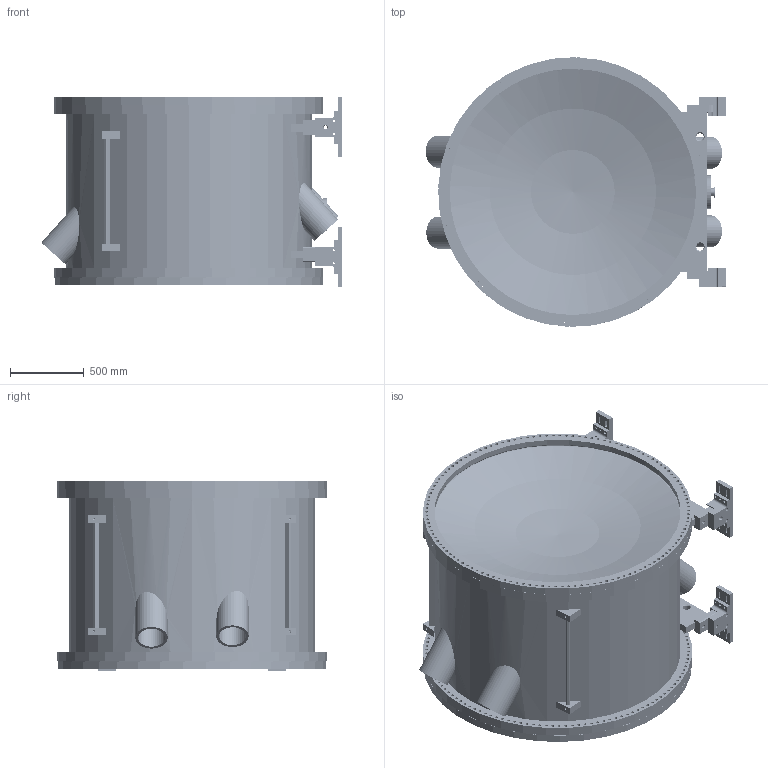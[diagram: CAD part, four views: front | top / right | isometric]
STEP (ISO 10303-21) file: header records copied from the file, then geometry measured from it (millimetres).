
FILE_DESCRIPTION( ( 'Unknown' ), '1' );
FILE_NAME( 'detector.stp', 'Unknown', ( 'Unknown' ), ( 'Unknown' ), 'PSStep 15.0.49', 'Unknown', ' ' );
FILE_SCHEMA( ( 'AUTOMOTIVE_DESIGN { 1 0 10303 214 1 1 1 1 }' ) );
Length unit declared in the file: millimetre
Products named in the file (53): mirrors1and4_real; mirror6; CF_backing1and4_mirr6-oa0; CF_clamp_front-oa1; CF_clamp_rear-oa2; thread_rod-oa3; thread_rod-oa4; thread_rod-oa5; thread_rod-oa6; mirrors2and3_real; CF_clamp_front-oa8; CF_clamp_rear-oa9; thread_rod-oa10; thread_rod-oa11; thread_rod-oa12; thread_rod-oa13; gas_port; gas_port_flange; gas_port_plate; KF50; mirror_assembly_real-oa16; tilted_frame-oa14; tilted_frame-oa15; forward_mount_assembly; base_plate; shim; cradle_block_fwd; jacking_block_fwd; aft_mount_assembly; jacking_block_aft; cradle_block_aft; quartz_window_long; pmt; quartz_adapter; quartz_window; quartz_holder; quartz_window_sleeve_long; quartz_window_sleeve; support_plane; support_ring ...
Assembly tree (82 placements, depth 4):
  Assem1
    vessel_bored
    craddle_bracket  x2
    foot_aft  x2
    foot_fwd  x2
    support_strut  x8
    window  x2
    window_clamp  x2
    mirror_assembly_real-oa16
      tilted_frame-oa14
      tilted_frame-oa15
      mirrors1and4_real  x2
        mirror6
        CF_backing1and4_mirr6-oa0
        CF_clamp_front-oa1
        CF_clamp_rear-oa2
        thread_rod-oa3
        thread_rod-oa4
        thread_rod-oa5
        thread_rod-oa6
      mirrors2and3_real  x2
        mirror6
        CF_clamp_front-oa8
        CF_clamp_rear-oa9
        thread_rod-oa10
        thread_rod-oa11
        thread_rod-oa12
        thread_rod-oa13
    quartz_window  x2
      pmt
      quartz_adapter
      quartz_window
      quartz_holder
      quartz_window_sleeve
    gas_port
      gas_port_flange
      gas_port_plate
      KF50
    crane_assm  x2
      crane_tab_link
      crane_tab
    support_plane
      support_ring
      support_disk  x2
    forward_mount_assembly  x2
      base_plate
      shim
      cradle_block_fwd
      jacking_block_fwd
    aft_mount_assembly  x2
      base_plate
      shim
      jacking_block_aft
      cradle_block_aft
    quartz_window_long  x2
      pmt
      quartz_adapter
      quartz_window
      quartz_holder
      quartz_window_sleeve_long
Bounding box: 2041.51 x 1828.8 x 1286.69 mm (x, y, z)
Volume: 258136865.8 mm3; surface area: 42683620.1 mm2
Topology: 103 solids, 103 shells, 2474 faces, 6988 edges, 4843 vertices
Faces by surface type: cylinder 1292, plane 795, bspline 168, offset 160, cone 27, torus 20, sphere 12
Full cylindrical faces by diameter (mm): 6.647 x64, 10 x52, 12 x4, 12.7 x16, 13 x32, 13.376 x36, 14.275 x24, 15.875 x4, 16.662 x16, 19.05 x2, 19.8 x756, 25.4 x18, 26.162 x2, 47.625 x1, 50.8 x6, 52.57 x1, 74 x4, 74.93 x1, 77 x4, 132.104 x4, 133 x4, 142 x4, 148.1 x1, 152.4 x1, 156.7 x1, 160 x6, 164 x2, 164.7 x1, 169.3 x4, 170.9 x1
Entity records: 64647 total; most frequent: CARTESIAN_POINT 26951, DIRECTION 5683, ORIENTED_EDGE 4290, EDGE_LOOP 3084, AXIS2_PLACEMENT_3D 2572, EDGE_CURVE 2145, VERTEX_POINT 1860, FACE_OUTER_BOUND 1811
